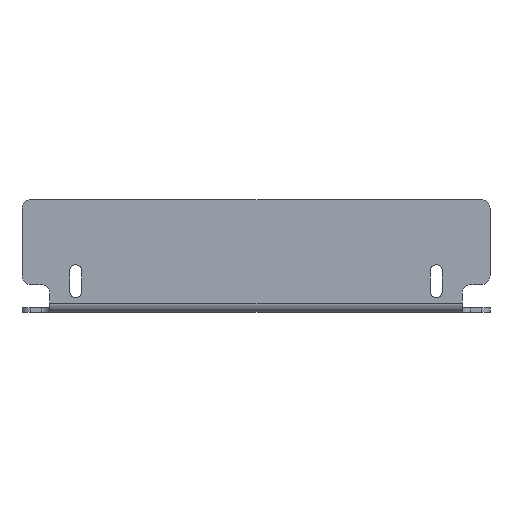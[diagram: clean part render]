
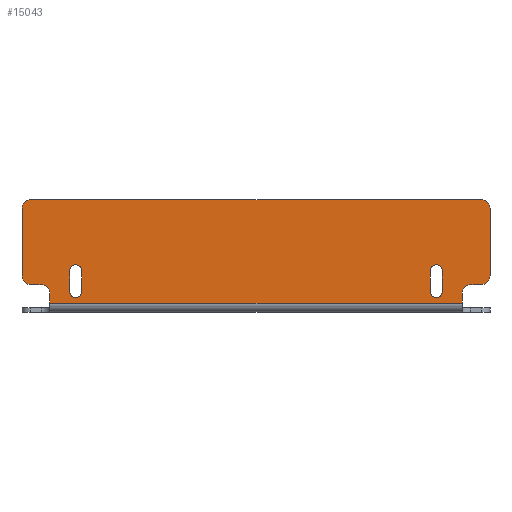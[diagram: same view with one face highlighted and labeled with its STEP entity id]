
A CAD part, left-side view. The second image highlights one B-rep face of the part: STEP entity #15043.
In plain terms, the highlighted planar face has unit normal (-1, 0, 0).
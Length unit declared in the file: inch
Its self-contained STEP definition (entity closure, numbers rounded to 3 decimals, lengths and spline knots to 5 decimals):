
#729=CARTESIAN_POINT('',(0.,10.19685,0.32835));
#730=DIRECTION('',(1.,0.,0.));
#731=DIRECTION('',(0.,0.,1.));
#732=AXIS2_PLACEMENT_3D('',#729,#730,#731);
#739=DIRECTION('',(0.,0.,1.));
#740=VECTOR('',#739,0.22362);
#741=CARTESIAN_POINT('',(0.,10.,0.10472));
#742=LINE('',#741,#740);
#743=DIRECTION('',(0.,-1.,0.));
#744=VECTOR('',#743,0.23622);
#745=CARTESIAN_POINT('',(0.,10.43307,0.5252));
#746=LINE('',#745,#744);
#747=CARTESIAN_POINT('',(0.,10.43307,0.72205));
#748=DIRECTION('',(-1.,0.,0.));
#749=DIRECTION('',(0.,1.,0.));
#750=AXIS2_PLACEMENT_3D('',#747,#748,#749);
#752=CARTESIAN_POINT('',(0.,10.43307,2.25748));
#753=DIRECTION('',(-1.,0.,0.));
#754=DIRECTION('',(0.,0.,1.));
#755=AXIS2_PLACEMENT_3D('',#752,#753,#754);
#757=CARTESIAN_POINT('',(0.,0.19685,2.25748));
#758=DIRECTION('',(-1.,0.,0.));
#759=DIRECTION('',(0.,-1.,0.));
#760=AXIS2_PLACEMENT_3D('',#757,#758,#759);
#762=CARTESIAN_POINT('',(0.,0.19685,0.72205));
#763=DIRECTION('',(-1.,0.,0.));
#764=DIRECTION('',(0.,0.,-1.));
#765=AXIS2_PLACEMENT_3D('',#762,#763,#764);
#767=DIRECTION('',(0.,1.,0.));
#768=VECTOR('',#767,0.23622);
#769=CARTESIAN_POINT('',(0.,0.19685,0.5252));
#770=LINE('',#769,#768);
#771=DIRECTION('',(0.,0.,1.));
#772=VECTOR('',#771,0.22362);
#773=CARTESIAN_POINT('',(0.,0.62992,0.10472));
#774=LINE('',#773,#772);
#775=DIRECTION('',(0.,1.,0.));
#776=VECTOR('',#775,9.37008);
#777=CARTESIAN_POINT('',(0.,0.62992,0.10472));
#778=LINE('',#777,#776);
#779=DIRECTION('',(0.,0.,1.));
#780=VECTOR('',#779,0.47244);
#781=CARTESIAN_POINT('',(0.,1.08268,0.36772));
#782=LINE('',#781,#780);
#783=CARTESIAN_POINT('',(0.,1.22047,0.84016));
#784=DIRECTION('',(1.,0.,0.));
#785=DIRECTION('',(0.,1.,0.));
#786=AXIS2_PLACEMENT_3D('',#783,#784,#785);
#788=DIRECTION('',(0.,0.,-1.));
#789=VECTOR('',#788,0.47244);
#790=CARTESIAN_POINT('',(0.,1.35827,0.84016));
#791=LINE('',#790,#789);
#792=CARTESIAN_POINT('',(0.,1.22047,0.36772));
#793=DIRECTION('',(1.,0.,0.));
#794=DIRECTION('',(0.,-1.,0.));
#795=AXIS2_PLACEMENT_3D('',#792,#793,#794);
#797=DIRECTION('',(0.,0.,1.));
#798=VECTOR('',#797,0.47244);
#799=CARTESIAN_POINT('',(0.,9.27205,0.36772));
#800=LINE('',#799,#798);
#801=CARTESIAN_POINT('',(0.,9.40984,0.84016));
#802=DIRECTION('',(1.,0.,0.));
#803=DIRECTION('',(0.,1.,0.));
#804=AXIS2_PLACEMENT_3D('',#801,#802,#803);
#806=DIRECTION('',(0.,0.,-1.));
#807=VECTOR('',#806,0.47244);
#808=CARTESIAN_POINT('',(0.,9.54764,0.84016));
#809=LINE('',#808,#807);
#810=CARTESIAN_POINT('',(0.,9.40984,0.36772));
#811=DIRECTION('',(1.,0.,0.));
#812=DIRECTION('',(0.,-1.,0.));
#813=AXIS2_PLACEMENT_3D('',#810,#811,#812);
#827=DIRECTION('',(0.,0.,1.));
#828=VECTOR('',#827,1.53543);
#829=CARTESIAN_POINT('',(0.,10.62992,0.72205));
#830=LINE('',#829,#828);
#843=DIRECTION('',(0.,1.,0.));
#844=VECTOR('',#843,10.23622);
#845=CARTESIAN_POINT('',(0.,0.19685,2.45433));
#846=LINE('',#845,#844);
#867=DIRECTION('',(0.,0.,1.));
#868=VECTOR('',#867,1.53543);
#869=CARTESIAN_POINT('',(0.,0.,0.72205));
#870=LINE('',#869,#868);
#879=CARTESIAN_POINT('',(0.,0.43307,0.32835));
#880=DIRECTION('',(1.,0.,0.));
#881=DIRECTION('',(0.,1.,0.));
#882=AXIS2_PLACEMENT_3D('',#879,#880,#881);
#13750=CARTESIAN_POINT('',(0.,0.62992,0.10472));
#13752=VERTEX_POINT('',#13750);
#13754=CARTESIAN_POINT('',(0.,10.,0.10472));
#13756=VERTEX_POINT('',#13754);
#13765=CARTESIAN_POINT('',(0.,0.,2.25748));
#13766=CARTESIAN_POINT('',(0.,0.19685,2.45433));
#13767=VERTEX_POINT('',#13765);
#13768=VERTEX_POINT('',#13766);
#13773=CARTESIAN_POINT('',(0.,0.19685,0.5252));
#13774=CARTESIAN_POINT('',(0.,0.,0.72205));
#13775=VERTEX_POINT('',#13773);
#13776=VERTEX_POINT('',#13774);
#13797=CARTESIAN_POINT('',(0.,10.43307,2.45433));
#13798=CARTESIAN_POINT('',(0.,10.62992,2.25748));
#13799=VERTEX_POINT('',#13797);
#13800=VERTEX_POINT('',#13798);
#13805=CARTESIAN_POINT('',(0.,10.62992,0.72205));
#13806=CARTESIAN_POINT('',(0.,10.43307,0.5252));
#13807=VERTEX_POINT('',#13805);
#13808=VERTEX_POINT('',#13806);
#13837=CARTESIAN_POINT('',(0.,0.62992,0.32835));
#13839=VERTEX_POINT('',#13837);
#13841=CARTESIAN_POINT('',(0.,0.43307,0.5252));
#13843=VERTEX_POINT('',#13841);
#13845=CARTESIAN_POINT('',(0.,10.19685,0.5252));
#13847=VERTEX_POINT('',#13845);
#13849=CARTESIAN_POINT('',(0.,10.,0.32835));
#13851=VERTEX_POINT('',#13849);
#14053=CARTESIAN_POINT('',(0.,1.08268,0.36772));
#14054=CARTESIAN_POINT('',(0.,1.08268,0.84016));
#14055=VERTEX_POINT('',#14053);
#14056=VERTEX_POINT('',#14054);
#14057=CARTESIAN_POINT('',(0.,1.35827,0.84016));
#14058=VERTEX_POINT('',#14057);
#14059=CARTESIAN_POINT('',(0.,1.35827,0.36772));
#14060=VERTEX_POINT('',#14059);
#14061=CARTESIAN_POINT('',(0.,9.27205,0.36772));
#14062=CARTESIAN_POINT('',(0.,9.27205,0.84016));
#14063=VERTEX_POINT('',#14061);
#14064=VERTEX_POINT('',#14062);
#14065=CARTESIAN_POINT('',(0.,9.54764,0.84016));
#14066=VERTEX_POINT('',#14065);
#14067=CARTESIAN_POINT('',(0.,9.54764,0.36772));
#14068=VERTEX_POINT('',#14067);
#14991=CARTESIAN_POINT('',(0.,0.,0.10472));
#14992=DIRECTION('',(-1.,0.,0.));
#14993=DIRECTION('',(0.,0.,1.));
#14994=AXIS2_PLACEMENT_3D('',#14991,#14992,#14993);
#14995=PLANE('',#14994);
#14997=ORIENTED_EDGE('',*,*,#14996,.T.);
#14998=ORIENTED_EDGE('',*,*,#14983,.F.);
#14999=ORIENTED_EDGE('',*,*,#14972,.F.);
#15001=ORIENTED_EDGE('',*,*,#15000,.F.);
#15003=ORIENTED_EDGE('',*,*,#15002,.T.);
#15005=ORIENTED_EDGE('',*,*,#15004,.F.);
#15007=ORIENTED_EDGE('',*,*,#15006,.F.);
#15009=ORIENTED_EDGE('',*,*,#15008,.F.);
#15011=ORIENTED_EDGE('',*,*,#15010,.F.);
#15013=ORIENTED_EDGE('',*,*,#15012,.F.);
#15015=ORIENTED_EDGE('',*,*,#15014,.T.);
#15017=ORIENTED_EDGE('',*,*,#15016,.F.);
#15019=ORIENTED_EDGE('',*,*,#15018,.F.);
#15020=ORIENTED_EDGE('',*,*,#14875,.T.);
#15021=EDGE_LOOP('',(#14997,#14998,#14999,#15001,#15003,#15005,#15007,#15009,
#15011,#15013,#15015,#15017,#15019,#15020));
#15022=FACE_OUTER_BOUND('',#15021,.F.);
#15024=ORIENTED_EDGE('',*,*,#15023,.T.);
#15026=ORIENTED_EDGE('',*,*,#15025,.F.);
#15028=ORIENTED_EDGE('',*,*,#15027,.T.);
#15030=ORIENTED_EDGE('',*,*,#15029,.F.);
#15031=EDGE_LOOP('',(#15024,#15026,#15028,#15030));
#15032=FACE_BOUND('',#15031,.F.);
#15034=ORIENTED_EDGE('',*,*,#15033,.T.);
#15036=ORIENTED_EDGE('',*,*,#15035,.F.);
#15038=ORIENTED_EDGE('',*,*,#15037,.T.);
#15040=ORIENTED_EDGE('',*,*,#15039,.F.);
#15041=EDGE_LOOP('',(#15034,#15036,#15038,#15040));
#15042=FACE_BOUND('',#15041,.F.);
#15043=ADVANCED_FACE('',(#15022,#15032,#15042),#14995,.T.);
#733=CIRCLE('',#732,0.19685);
#751=CIRCLE('',#750,0.19685);
#756=CIRCLE('',#755,0.19685);
#761=CIRCLE('',#760,0.19685);
#766=CIRCLE('',#765,0.19685);
#787=CIRCLE('',#786,0.1378);
#796=CIRCLE('',#795,0.1378);
#805=CIRCLE('',#804,0.1378);
#814=CIRCLE('',#813,0.1378);
#883=CIRCLE('',#882,0.19685);
#14875=EDGE_CURVE('',#13752,#13756,#778,.T.);
#14972=EDGE_CURVE('',#13808,#13847,#746,.T.);
#14983=EDGE_CURVE('',#13847,#13851,#733,.T.);
#14996=EDGE_CURVE('',#13756,#13851,#742,.T.);
#15000=EDGE_CURVE('',#13807,#13808,#751,.T.);
#15002=EDGE_CURVE('',#13807,#13800,#830,.T.);
#15004=EDGE_CURVE('',#13799,#13800,#756,.T.);
#15006=EDGE_CURVE('',#13768,#13799,#846,.T.);
#15008=EDGE_CURVE('',#13767,#13768,#761,.T.);
#15010=EDGE_CURVE('',#13776,#13767,#870,.T.);
#15012=EDGE_CURVE('',#13775,#13776,#766,.T.);
#15014=EDGE_CURVE('',#13775,#13843,#770,.T.);
#15016=EDGE_CURVE('',#13839,#13843,#883,.T.);
#15018=EDGE_CURVE('',#13752,#13839,#774,.T.);
#15023=EDGE_CURVE('',#14055,#14056,#782,.T.);
#15025=EDGE_CURVE('',#14058,#14056,#787,.T.);
#15027=EDGE_CURVE('',#14058,#14060,#791,.T.);
#15029=EDGE_CURVE('',#14055,#14060,#796,.T.);
#15033=EDGE_CURVE('',#14063,#14064,#800,.T.);
#15035=EDGE_CURVE('',#14066,#14064,#805,.T.);
#15037=EDGE_CURVE('',#14066,#14068,#809,.T.);
#15039=EDGE_CURVE('',#14063,#14068,#814,.T.);
